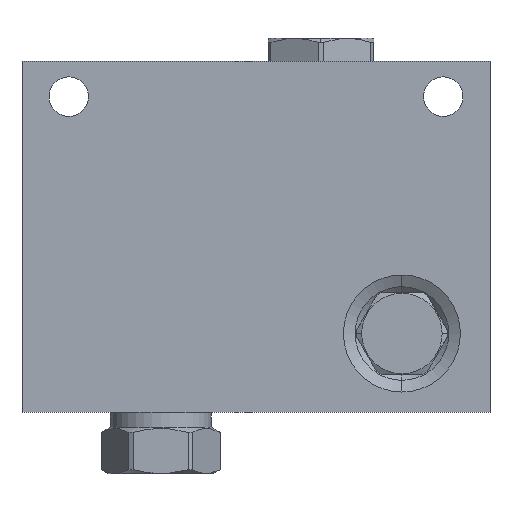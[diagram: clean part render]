
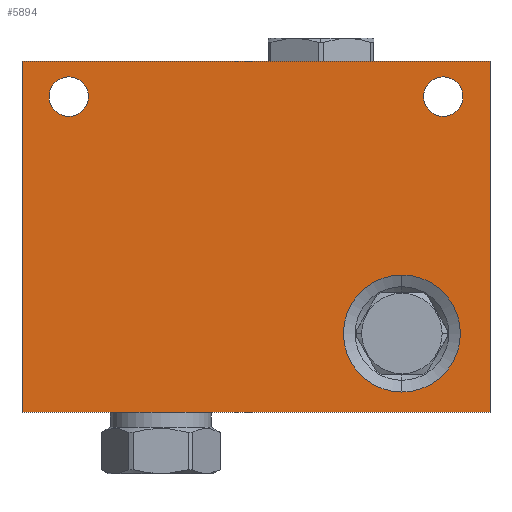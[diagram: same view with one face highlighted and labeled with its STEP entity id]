
A CAD part, front view. The second image highlights one B-rep face of the part: STEP entity #5894.
In plain terms, the highlighted planar face has unit normal (0, -1, 0).
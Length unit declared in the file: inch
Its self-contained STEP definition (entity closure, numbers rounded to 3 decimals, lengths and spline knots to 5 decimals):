
#5=DIRECTION('',(1.,0.,0.));
#6=VECTOR('',#5,5.);
#7=CARTESIAN_POINT('',(0.,-4.,0.));
#8=LINE('',#7,#6);
#105=DIRECTION('',(0.,0.,1.));
#106=VECTOR('',#105,3.75);
#107=CARTESIAN_POINT('',(5.,-4.,0.));
#108=LINE('',#107,#106);
#139=DIRECTION('',(0.,0.,1.));
#140=VECTOR('',#139,3.75);
#141=CARTESIAN_POINT('',(0.,-4.,0.));
#142=LINE('',#141,#140);
#143=CARTESIAN_POINT('',(4.059,-4.,0.844));
#144=DIRECTION('',(0.,1.,0.));
#145=DIRECTION('',(0.,0.,-1.));
#146=AXIS2_PLACEMENT_3D('',#143,#144,#145);
#148=CARTESIAN_POINT('',(4.059,-4.,0.844));
#149=DIRECTION('',(0.,1.,0.));
#150=DIRECTION('',(0.,0.,1.));
#151=AXIS2_PLACEMENT_3D('',#148,#149,#150);
#153=CARTESIAN_POINT('',(4.5,-4.,3.375));
#154=DIRECTION('',(0.,1.,0.));
#155=DIRECTION('',(0.,0.,-1.));
#156=AXIS2_PLACEMENT_3D('',#153,#154,#155);
#158=CARTESIAN_POINT('',(4.5,-4.,3.375));
#159=DIRECTION('',(0.,1.,0.));
#160=DIRECTION('',(0.,0.,1.));
#161=AXIS2_PLACEMENT_3D('',#158,#159,#160);
#163=CARTESIAN_POINT('',(0.5,-4.,3.375));
#164=DIRECTION('',(0.,1.,0.));
#165=DIRECTION('',(0.,0.,-1.));
#166=AXIS2_PLACEMENT_3D('',#163,#164,#165);
#168=CARTESIAN_POINT('',(0.5,-4.,3.375));
#169=DIRECTION('',(0.,1.,0.));
#170=DIRECTION('',(0.,0.,1.));
#171=AXIS2_PLACEMENT_3D('',#168,#169,#170);
#185=DIRECTION('',(1.,0.,0.));
#186=VECTOR('',#185,5.);
#187=CARTESIAN_POINT('',(0.,-4.,3.75));
#188=LINE('',#187,#186);
#5065=CARTESIAN_POINT('',(0.,-4.,0.));
#5067=VERTEX_POINT('',#5065);
#5068=CARTESIAN_POINT('',(5.,-4.,0.));
#5069=VERTEX_POINT('',#5068);
#5073=CARTESIAN_POINT('',(0.,-4.,3.75));
#5075=VERTEX_POINT('',#5073);
#5076=CARTESIAN_POINT('',(5.,-4.,3.75));
#5077=VERTEX_POINT('',#5076);
#5524=CARTESIAN_POINT('',(4.059,-4.,0.219));
#5525=CARTESIAN_POINT('',(4.059,-4.,1.469));
#5526=VERTEX_POINT('',#5524);
#5527=VERTEX_POINT('',#5525);
#5532=CARTESIAN_POINT('',(4.5,-4.,3.164));
#5533=CARTESIAN_POINT('',(4.5,-4.,3.586));
#5534=VERTEX_POINT('',#5532);
#5535=VERTEX_POINT('',#5533);
#5540=CARTESIAN_POINT('',(0.5,-4.,3.164));
#5541=CARTESIAN_POINT('',(0.5,-4.,3.586));
#5542=VERTEX_POINT('',#5540);
#5543=VERTEX_POINT('',#5541);
#5864=CARTESIAN_POINT('',(0.,-4.,0.));
#5865=DIRECTION('',(0.,-1.,0.));
#5866=DIRECTION('',(1.,0.,0.));
#5867=AXIS2_PLACEMENT_3D('',#5864,#5865,#5866);
#5868=PLANE('',#5867);
#5869=ORIENTED_EDGE('',*,*,#5746,.F.);
#5870=ORIENTED_EDGE('',*,*,#5777,.T.);
#5872=ORIENTED_EDGE('',*,*,#5871,.T.);
#5873=ORIENTED_EDGE('',*,*,#5838,.F.);
#5874=EDGE_LOOP('',(#5869,#5870,#5872,#5873));
#5875=FACE_OUTER_BOUND('',#5874,.F.);
#5877=ORIENTED_EDGE('',*,*,#5876,.F.);
#5879=ORIENTED_EDGE('',*,*,#5878,.F.);
#5880=EDGE_LOOP('',(#5877,#5879));
#5881=FACE_BOUND('',#5880,.F.);
#5883=ORIENTED_EDGE('',*,*,#5882,.F.);
#5885=ORIENTED_EDGE('',*,*,#5884,.F.);
#5886=EDGE_LOOP('',(#5883,#5885));
#5887=FACE_BOUND('',#5886,.F.);
#5889=ORIENTED_EDGE('',*,*,#5888,.F.);
#5891=ORIENTED_EDGE('',*,*,#5890,.F.);
#5892=EDGE_LOOP('',(#5889,#5891));
#5893=FACE_BOUND('',#5892,.F.);
#5894=ADVANCED_FACE('',(#5875,#5881,#5887,#5893),#5868,.T.);
#147=CIRCLE('',#146,0.625);
#152=CIRCLE('',#151,0.625);
#157=CIRCLE('',#156,0.211);
#162=CIRCLE('',#161,0.211);
#167=CIRCLE('',#166,0.211);
#172=CIRCLE('',#171,0.211);
#5746=EDGE_CURVE('',#5067,#5069,#8,.T.);
#5777=EDGE_CURVE('',#5067,#5075,#142,.T.);
#5838=EDGE_CURVE('',#5069,#5077,#108,.T.);
#5871=EDGE_CURVE('',#5075,#5077,#188,.T.);
#5876=EDGE_CURVE('',#5526,#5527,#147,.T.);
#5878=EDGE_CURVE('',#5527,#5526,#152,.T.);
#5882=EDGE_CURVE('',#5534,#5535,#157,.T.);
#5884=EDGE_CURVE('',#5535,#5534,#162,.T.);
#5888=EDGE_CURVE('',#5542,#5543,#167,.T.);
#5890=EDGE_CURVE('',#5543,#5542,#172,.T.);
